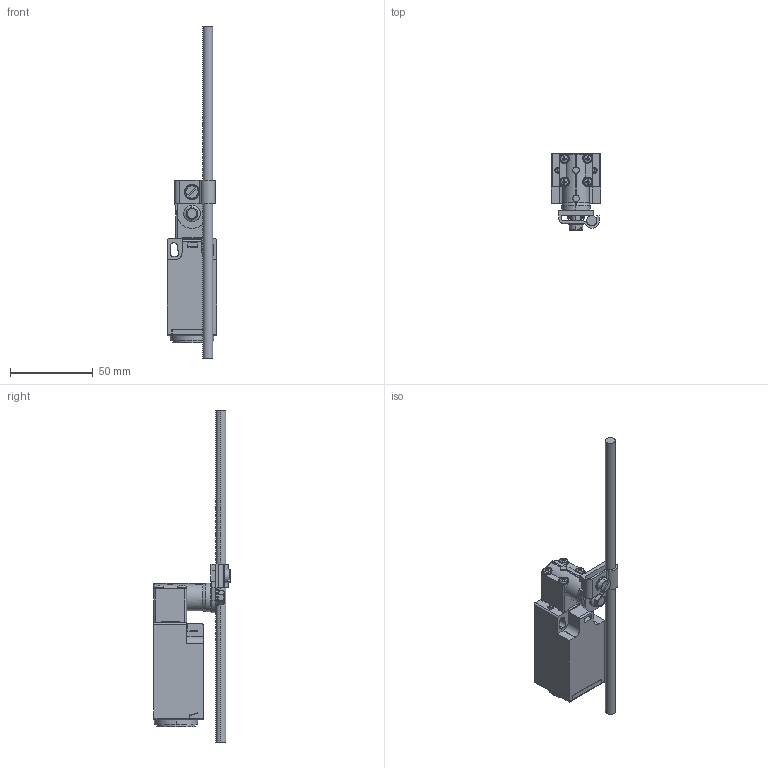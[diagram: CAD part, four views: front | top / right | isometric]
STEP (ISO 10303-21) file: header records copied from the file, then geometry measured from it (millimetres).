
FILE_DESCRIPTION (( 'STEP AP203' ), '1' );
FILE_NAME ('ZV10H-236-02Z.STEP', '2021-01-11T18:15:47', ( '' ), ( '' ), 'SwSTEP 2.0', 'SolidWorks 2019', '' );
FILE_SCHEMA (( 'CONFIG_CONTROL_DESIGN' ));
Length unit declared in the file: inch
Products named in the file (1): ZV10H-236-02Z
Bounding box: 30 x 46.2 x 200 mm (x, y, z)
Volume: 67114 mm3; surface area: 20966 mm2
Topology: 2 solids, 2 shells, 444 faces, 1130 edges, 718 vertices
Faces by surface type: plane 268, cylinder 123, cone 36, bspline 17
Entity records: 16511 total; most frequent: CARTESIAN_POINT 6538, ORIENTED_EDGE 2260, DIRECTION 1706, EDGE_CURVE 1130, VERTEX_POINT 718, AXIS2_PLACEMENT_3D 577, LINE 552, VECTOR 552
